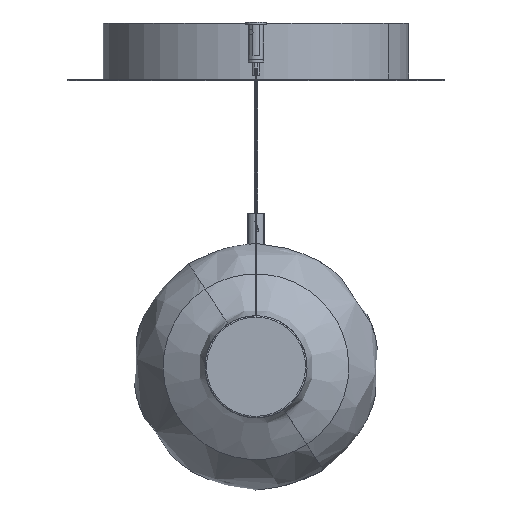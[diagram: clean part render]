
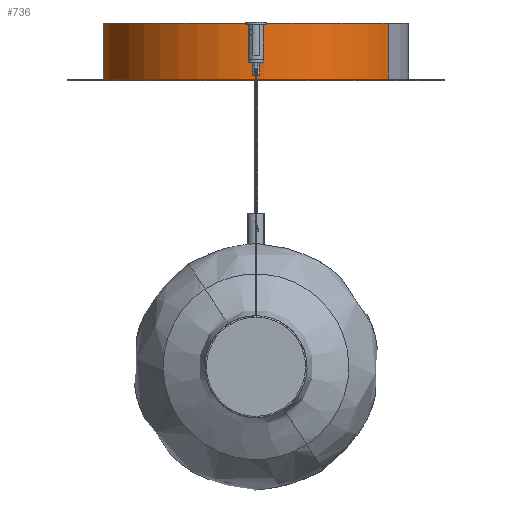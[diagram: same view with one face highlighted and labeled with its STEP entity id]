
A CAD part, front view. The second image highlights one B-rep face of the part: STEP entity #736.
In plain terms, the highlighted cylindrical face has radius 117.925 mm (diameter 235.849 mm), a partial arc.
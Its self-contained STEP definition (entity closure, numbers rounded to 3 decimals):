
#736=ADVANCED_FACE('',(#1175),#6374,.T.);
#1175=FACE_OUTER_BOUND('',#1619,.T.);
#1619=EDGE_LOOP('',(#2263,#2264,#2265,#2266));
#2263=ORIENTED_EDGE('',*,*,#4023,.T.);
#2264=ORIENTED_EDGE('',*,*,#4014,.T.);
#2265=ORIENTED_EDGE('',*,*,#4024,.F.);
#2266=ORIENTED_EDGE('',*,*,#4022,.F.);
#4014=EDGE_CURVE('',#5873,#5874,#5248,.T.);
#4022=EDGE_CURVE('',#5879,#5880,#5254,.T.);
#4023=EDGE_CURVE('',#5879,#5873,#5255,.T.);
#4024=EDGE_CURVE('',#5880,#5874,#5256,.T.);
#5248=(
BOUNDED_CURVE()
B_SPLINE_CURVE(1,(#11184,#11185),.UNSPECIFIED.,.F.,.F.)
B_SPLINE_CURVE_WITH_KNOTS((2,2),(0.,43.),.UNSPECIFIED.)
CURVE()
GEOMETRIC_REPRESENTATION_ITEM()
RATIONAL_B_SPLINE_CURVE((1.,1.))
REPRESENTATION_ITEM('')
);
#5254=(
BOUNDED_CURVE()
B_SPLINE_CURVE(1,(#11231,#11232),.UNSPECIFIED.,.F.,.F.)
B_SPLINE_CURVE_WITH_KNOTS((2,2),(0.,43.),.UNSPECIFIED.)
CURVE()
GEOMETRIC_REPRESENTATION_ITEM()
RATIONAL_B_SPLINE_CURVE((1.,1.))
REPRESENTATION_ITEM('')
);
#5255=(
BOUNDED_CURVE()
B_SPLINE_CURVE(2,(#11233,#11234,#11235,#11236,#11237),.UNSPECIFIED.,.F.,
 .F.)
B_SPLINE_CURVE_WITH_KNOTS((3,2,3),(740.943,926.179,1111.415),
 .UNSPECIFIED.)
CURVE()
GEOMETRIC_REPRESENTATION_ITEM()
RATIONAL_B_SPLINE_CURVE((1.,0.707,1.,0.707,1.))
REPRESENTATION_ITEM('')
);
#5256=(
BOUNDED_CURVE()
B_SPLINE_CURVE(2,(#11238,#11239,#11240,#11241,#11242),.UNSPECIFIED.,.F.,
 .F.)
B_SPLINE_CURVE_WITH_KNOTS((3,2,3),(740.943,926.179,1111.415),
 .UNSPECIFIED.)
CURVE()
GEOMETRIC_REPRESENTATION_ITEM()
RATIONAL_B_SPLINE_CURVE((1.,0.707,1.,0.707,1.))
REPRESENTATION_ITEM('')
);
#5873=VERTEX_POINT('',#11167);
#5874=VERTEX_POINT('',#11168);
#5879=VERTEX_POINT('',#11173);
#5880=VERTEX_POINT('',#11174);
#6374=CYLINDRICAL_SURFACE('',#6690,117.925);
#6690=AXIS2_PLACEMENT_3D('',#10773,#6908,$);
#6908=DIRECTION('',(0.,0.,1.));
#10773=CARTESIAN_POINT('',(0.,600.15,243.234));
#11167=CARTESIAN_POINT('',(102.126,541.188,221.735));
#11168=CARTESIAN_POINT('',(102.126,541.188,264.734));
#11173=CARTESIAN_POINT('',(-102.126,659.112,221.735));
#11174=CARTESIAN_POINT('',(-102.126,659.112,264.734));
#11184=CARTESIAN_POINT('',(102.126,541.188,221.735));
#11185=CARTESIAN_POINT('',(102.126,541.188,264.734));
#11231=CARTESIAN_POINT('',(-102.126,659.112,221.735));
#11232=CARTESIAN_POINT('',(-102.126,659.112,264.734));
#11233=CARTESIAN_POINT('',(-102.126,659.112,221.735));
#11234=CARTESIAN_POINT('',(-161.088,556.987,221.735));
#11235=CARTESIAN_POINT('',(-58.962,498.024,221.735));
#11236=CARTESIAN_POINT('',(43.163,439.062,221.735));
#11237=CARTESIAN_POINT('',(102.126,541.188,221.735));
#11238=CARTESIAN_POINT('',(-102.126,659.112,264.734));
#11239=CARTESIAN_POINT('',(-161.088,556.987,264.734));
#11240=CARTESIAN_POINT('',(-58.962,498.024,264.734));
#11241=CARTESIAN_POINT('',(43.163,439.062,264.734));
#11242=CARTESIAN_POINT('',(102.126,541.188,264.734));
